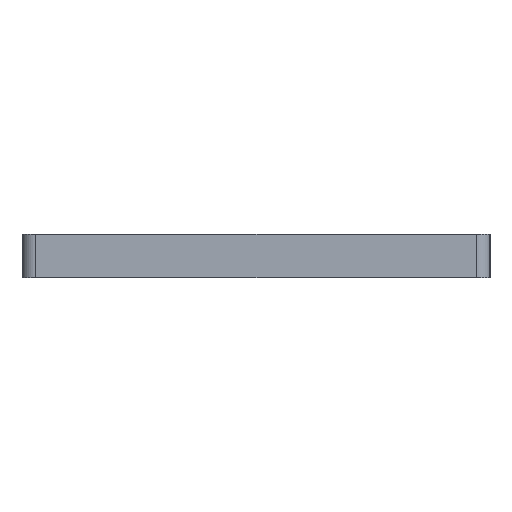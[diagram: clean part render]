
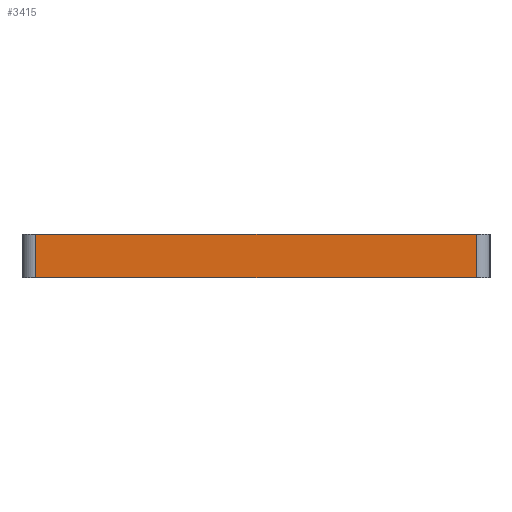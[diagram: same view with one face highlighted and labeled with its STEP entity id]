
A CAD part, left-side view. The second image highlights one B-rep face of the part: STEP entity #3415.
In plain terms, the highlighted planar face has unit normal (-1, 0, 0).
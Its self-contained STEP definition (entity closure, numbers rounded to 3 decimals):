
#73 = PLANE('',#74);
#74 = AXIS2_PLACEMENT_3D('',#75,#76,#77);
#75 = CARTESIAN_POINT('',(209.55,21.59,-4.));
#76 = DIRECTION('',(0.,0.,1.));
#77 = DIRECTION('',(1.,0.,-0.));
#132 = PLANE('',#133);
#133 = AXIS2_PLACEMENT_3D('',#134,#135,#136);
#134 = CARTESIAN_POINT('',(209.55,21.59,0.));
#135 = DIRECTION('',(0.,0.,1.));
#136 = DIRECTION('',(1.,0.,-0.));
#169 = CYLINDRICAL_SURFACE('',#170,1.27);
#170 = AXIS2_PLACEMENT_3D('',#171,#172,#173);
#171 = CARTESIAN_POINT('',(1.27,41.91,0.));
#172 = DIRECTION('',(-0.,0.,1.));
#173 = DIRECTION('',(1.,0.,-0.));
#306 = VERTEX_POINT('',#307);
#307 = CARTESIAN_POINT('',(0.,41.91,0.));
#333 = EDGE_CURVE('',#334,#306,#336,.T.);
#334 = VERTEX_POINT('',#335);
#335 = CARTESIAN_POINT('',(0.,1.27,0.));
#336 = SURFACE_CURVE('',#337,(#341,#348),.PCURVE_S1.);
#337 = LINE('',#338,#339);
#338 = CARTESIAN_POINT('',(0.,1.27,0.));
#339 = VECTOR('',#340,1.);
#340 = DIRECTION('',(0.,1.,0.));
#341 = PCURVE('',#132,#342);
#342 = DEFINITIONAL_REPRESENTATION('',(#343),#347);
#343 = LINE('',#344,#345);
#344 = CARTESIAN_POINT('',(-209.55,-20.32));
#345 = VECTOR('',#346,1.);
#346 = DIRECTION('',(0.,1.));
#347 = ( GEOMETRIC_REPRESENTATION_CONTEXT(2) 
PARAMETRIC_REPRESENTATION_CONTEXT() REPRESENTATION_CONTEXT('2D SPACE',''
  ) );
#348 = PCURVE('',#349,#354);
#349 = PLANE('',#350);
#350 = AXIS2_PLACEMENT_3D('',#351,#352,#353);
#351 = CARTESIAN_POINT('',(0.,1.27,0.));
#352 = DIRECTION('',(1.,-0.,0.));
#353 = DIRECTION('',(0.,1.,0.));
#354 = DEFINITIONAL_REPRESENTATION('',(#355),#359);
#355 = LINE('',#356,#357);
#356 = CARTESIAN_POINT('',(0.,0.));
#357 = VECTOR('',#358,1.);
#358 = DIRECTION('',(1.,0.));
#359 = ( GEOMETRIC_REPRESENTATION_CONTEXT(2) 
PARAMETRIC_REPRESENTATION_CONTEXT() REPRESENTATION_CONTEXT('2D SPACE',''
  ) );
#382 = CYLINDRICAL_SURFACE('',#383,1.27);
#383 = AXIS2_PLACEMENT_3D('',#384,#385,#386);
#384 = CARTESIAN_POINT('',(1.27,1.27,0.));
#385 = DIRECTION('',(-0.,0.,1.));
#386 = DIRECTION('',(1.,0.,-0.));
#1907 = VERTEX_POINT('',#1908);
#1908 = CARTESIAN_POINT('',(0.,41.91,-4.));
#1934 = EDGE_CURVE('',#1935,#1907,#1937,.T.);
#1935 = VERTEX_POINT('',#1936);
#1936 = CARTESIAN_POINT('',(0.,1.27,-4.));
#1937 = SURFACE_CURVE('',#1938,(#1942,#1949),.PCURVE_S1.);
#1938 = LINE('',#1939,#1940);
#1939 = CARTESIAN_POINT('',(0.,1.27,-4.));
#1940 = VECTOR('',#1941,1.);
#1941 = DIRECTION('',(0.,1.,0.));
#1942 = PCURVE('',#73,#1943);
#1943 = DEFINITIONAL_REPRESENTATION('',(#1944),#1948);
#1944 = LINE('',#1945,#1946);
#1945 = CARTESIAN_POINT('',(-209.55,-20.32));
#1946 = VECTOR('',#1947,1.);
#1947 = DIRECTION('',(0.,1.));
#1948 = ( GEOMETRIC_REPRESENTATION_CONTEXT(2) 
PARAMETRIC_REPRESENTATION_CONTEXT() REPRESENTATION_CONTEXT('2D SPACE',''
  ) );
#1949 = PCURVE('',#349,#1950);
#1950 = DEFINITIONAL_REPRESENTATION('',(#1951),#1955);
#1951 = LINE('',#1952,#1953);
#1952 = CARTESIAN_POINT('',(0.,-4.));
#1953 = VECTOR('',#1954,1.);
#1954 = DIRECTION('',(1.,0.));
#1955 = ( GEOMETRIC_REPRESENTATION_CONTEXT(2) 
PARAMETRIC_REPRESENTATION_CONTEXT() REPRESENTATION_CONTEXT('2D SPACE',''
  ) );
#3365 = EDGE_CURVE('',#306,#1907,#3366,.T.);
#3366 = SURFACE_CURVE('',#3367,(#3371,#3378),.PCURVE_S1.);
#3367 = LINE('',#3368,#3369);
#3368 = CARTESIAN_POINT('',(0.,41.91,0.));
#3369 = VECTOR('',#3370,1.);
#3370 = DIRECTION('',(0.,0.,-1.));
#3371 = PCURVE('',#169,#3372);
#3372 = DEFINITIONAL_REPRESENTATION('',(#3373),#3377);
#3373 = LINE('',#3374,#3375);
#3374 = CARTESIAN_POINT('',(-3.142,0.));
#3375 = VECTOR('',#3376,1.);
#3376 = DIRECTION('',(-0.,-1.));
#3377 = ( GEOMETRIC_REPRESENTATION_CONTEXT(2) 
PARAMETRIC_REPRESENTATION_CONTEXT() REPRESENTATION_CONTEXT('2D SPACE',''
  ) );
#3378 = PCURVE('',#349,#3379);
#3379 = DEFINITIONAL_REPRESENTATION('',(#3380),#3384);
#3380 = LINE('',#3381,#3382);
#3381 = CARTESIAN_POINT('',(40.64,0.));
#3382 = VECTOR('',#3383,1.);
#3383 = DIRECTION('',(0.,-1.));
#3384 = ( GEOMETRIC_REPRESENTATION_CONTEXT(2) 
PARAMETRIC_REPRESENTATION_CONTEXT() REPRESENTATION_CONTEXT('2D SPACE',''
  ) );
#3415 = ADVANCED_FACE('',(#3416),#349,.F.);
#3416 = FACE_BOUND('',#3417,.F.);
#3417 = EDGE_LOOP('',(#3418,#3439,#3440,#3441));
#3418 = ORIENTED_EDGE('',*,*,#3419,.T.);
#3419 = EDGE_CURVE('',#334,#1935,#3420,.T.);
#3420 = SURFACE_CURVE('',#3421,(#3425,#3432),.PCURVE_S1.);
#3421 = LINE('',#3422,#3423);
#3422 = CARTESIAN_POINT('',(0.,1.27,0.));
#3423 = VECTOR('',#3424,1.);
#3424 = DIRECTION('',(0.,0.,-1.));
#3425 = PCURVE('',#349,#3426);
#3426 = DEFINITIONAL_REPRESENTATION('',(#3427),#3431);
#3427 = LINE('',#3428,#3429);
#3428 = CARTESIAN_POINT('',(0.,0.));
#3429 = VECTOR('',#3430,1.);
#3430 = DIRECTION('',(0.,-1.));
#3431 = ( GEOMETRIC_REPRESENTATION_CONTEXT(2) 
PARAMETRIC_REPRESENTATION_CONTEXT() REPRESENTATION_CONTEXT('2D SPACE',''
  ) );
#3432 = PCURVE('',#382,#3433);
#3433 = DEFINITIONAL_REPRESENTATION('',(#3434),#3438);
#3434 = LINE('',#3435,#3436);
#3435 = CARTESIAN_POINT('',(-3.142,0.));
#3436 = VECTOR('',#3437,1.);
#3437 = DIRECTION('',(-0.,-1.));
#3438 = ( GEOMETRIC_REPRESENTATION_CONTEXT(2) 
PARAMETRIC_REPRESENTATION_CONTEXT() REPRESENTATION_CONTEXT('2D SPACE',''
  ) );
#3439 = ORIENTED_EDGE('',*,*,#1934,.T.);
#3440 = ORIENTED_EDGE('',*,*,#3365,.F.);
#3441 = ORIENTED_EDGE('',*,*,#333,.F.);
